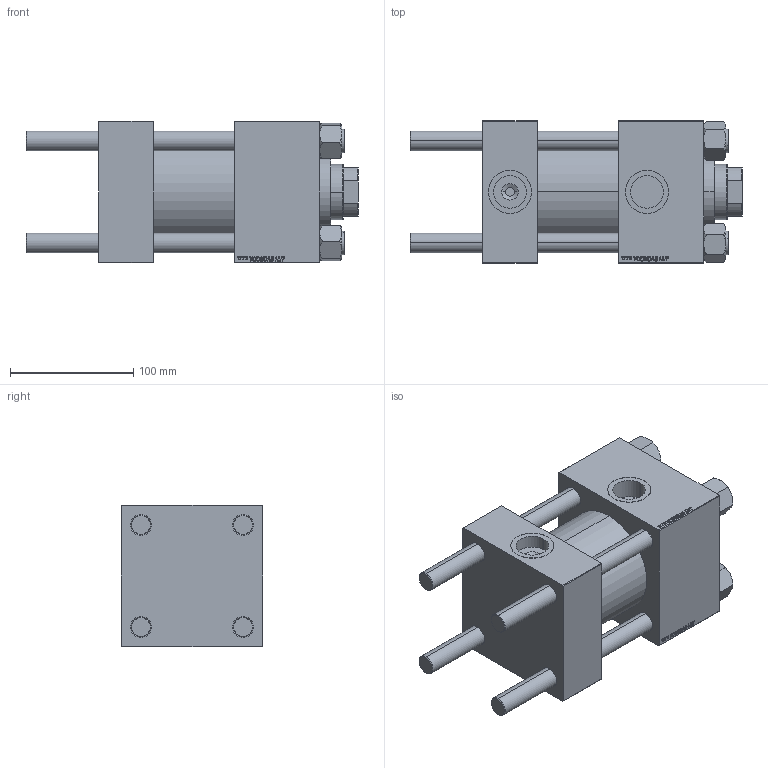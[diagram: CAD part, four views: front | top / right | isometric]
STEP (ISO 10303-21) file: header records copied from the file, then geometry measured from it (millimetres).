
FILE_DESCRIPTION (( 'STEP AP203' ), '1' );
FILE_NAME ('55bd.STEP', '2022-04-16T15:18:23', ( '' ), ( '' ), 'SwSTEP 2.0', 'SolidWorks 2019', '' );
FILE_SCHEMA (( 'CONFIG_CONTROL_DESIGN' ));
Length unit declared in the file: millimetre
Products named in the file (6): NUT_M5 e10134f369b4e457c89825391681186f; V215CR_BODY_A e10134f369b4e457c89825391681186f; V215CR_VCP e10134f369b4e457c89825391681186f; CR025_012_A_0_G_A_G_M_020_+#_##_TYCINKA e10134f369b4e457c89825391681186f; 55bd; V215_VC_A e10134f369b4e457c89825391681186f
Assembly tree (11 placements, depth 2):
  55bd
    V215CR_BODY_A e10134f369b4e457c89825391681186f
    CR025_012_A_0_G_A_G_M_020_+#_##_TYCINKA e10134f369b4e457c89825391681186f  x4
    NUT_M5 e10134f369b4e457c89825391681186f  x4
    V215CR_VCP e10134f369b4e457c89825391681186f
    V215_VC_A e10134f369b4e457c89825391681186f
Bounding box: 269 x 115 x 115 mm (x, y, z)
Volume: 1898566 mm3; surface area: 300115.3 mm2
Topology: 11 solids, 11 shells, 1188 faces, 3010 edges, 1959 vertices
Faces by surface type: plane 570, bspline 392, cone 136, cylinder 82, torus 8
Entity records: 50382 total; most frequent: CARTESIAN_POINT 27078, ORIENTED_EDGE 5284, DIRECTION 3346, EDGE_CURVE 2642, VERTEX_POINT 1737, LINE 1608, VECTOR 1608, EDGE_LOOP 1163
